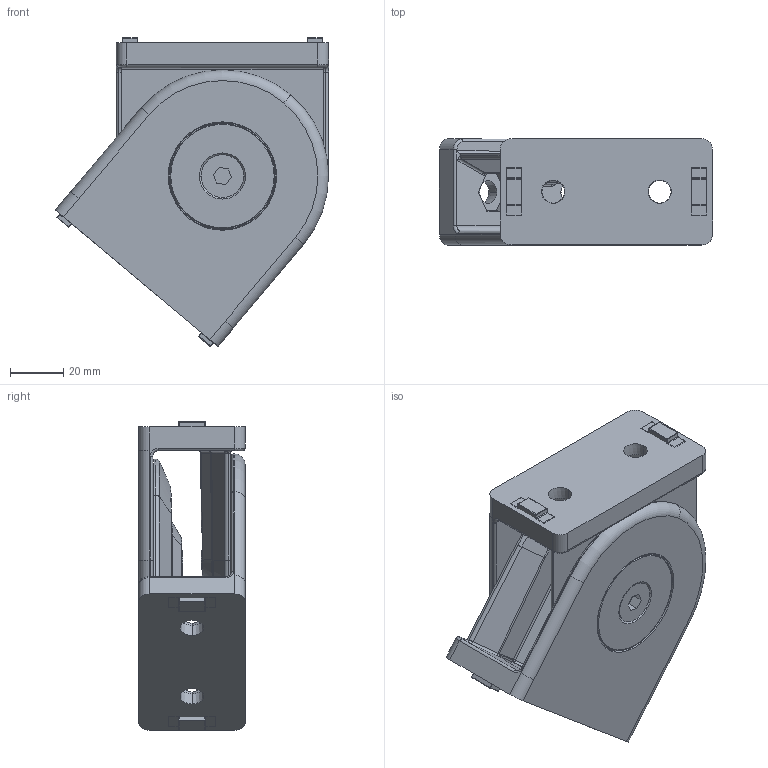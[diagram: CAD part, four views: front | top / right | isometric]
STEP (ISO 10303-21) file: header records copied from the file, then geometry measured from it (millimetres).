
FILE_DESCRIPTION (( 'STEP AP203' ), '1' );
FILE_NAME ('093g4080an.STEP', '2015-08-19T06:56:27', ( 'Fath' ), ( 'Hewlett-Packard Company' ), 'SwSTEP 2.0', 'SolidWorks 2014', '' );
FILE_SCHEMA (( 'CONFIG_CONTROL_DESIGN' ));
Length unit declared in the file: millimetre
Products named in the file (6): 4din7991m0816e_4din7991m0816e; 093gr14_093 g 40.05; 093g4080an; 093g4080r01_093 g 4080 r02; 093gr02_093 g r02; 093gr01_093 g r01
Assembly tree (12 placements, depth 2):
  093g4080an
    093g4080r01_093 g 4080 r02  x2
    093gr02_093 g r02  x2
    093gr01_093 g r01  x2
    4din7991m0816e_4din7991m0816e  x2
    093gr14_093 g 40.05  x4
Bounding box: 102.43 x 39.8 x 115.79 mm (x, y, z)
Volume: 175953.3 mm3; surface area: 79945.8 mm2
Topology: 12 solids, 12 shells, 1132 faces, 2564 edges, 1478 vertices
Faces by surface type: cylinder 350, plane 276, torus 230, cone 144, bspline 68, sphere 64
Entity records: 15564 total; most frequent: CARTESIAN_POINT 3727, DIRECTION 2541, ORIENTED_EDGE 2218, EDGE_CURVE 1109, AXIS2_PLACEMENT_3D 1061, VERTEX_POINT 651, CIRCLE 588, EDGE_LOOP 512
